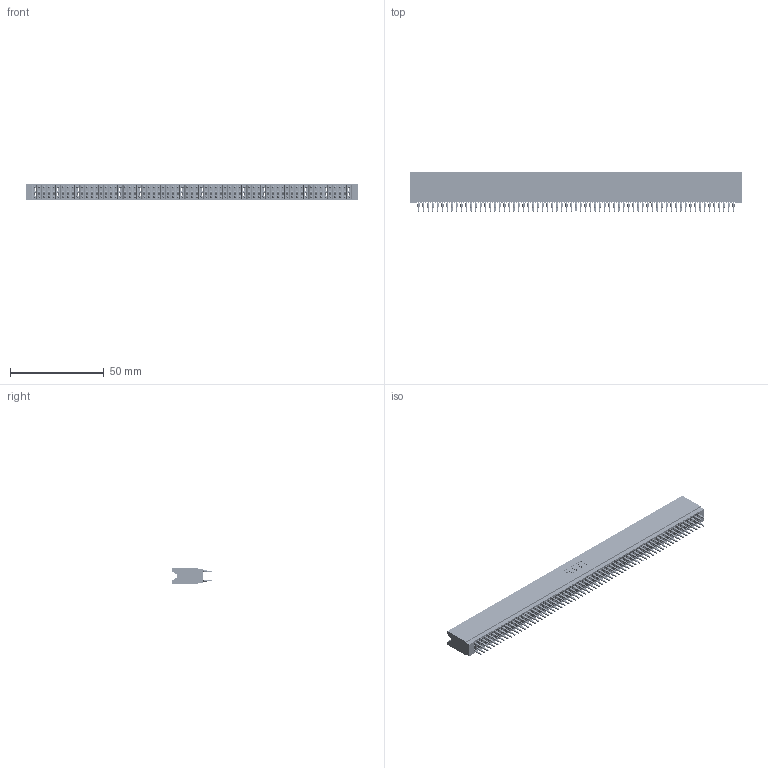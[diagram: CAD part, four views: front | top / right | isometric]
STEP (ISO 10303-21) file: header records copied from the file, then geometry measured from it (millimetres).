
FILE_DESCRIPTION (( 'STEP AP203' ), '1' );
FILE_NAME ('745-134-560-206.STEP', '2026-02-27T03:07:56', ( '' ), ( '' ), 'SwSTEP 2.0', 'SolidWorks 2023', '' );
FILE_SCHEMA (( 'CONFIG_CONTROL_DESIGN' ));
Length unit declared in the file: millimetre
Products named in the file (3): 745 Part_Insulator Option - 06; 745-134-560-206; 745-292-001_560
Assembly tree (135 placements, depth 2):
  745-134-560-206
    745 Part_Insulator Option - 06
    745-292-001_560  x134
Bounding box: 176.78 x 21.22 x 8.89 mm (x, y, z)
Volume: 16242.7 mm3; surface area: 35740 mm2
Topology: 135 solids, 135 shells, 13295 faces, 36373 edges, 23086 vertices
Faces by surface type: plane 6890, cylinder 2921, bspline 2680, torus 804
Entity records: 109726 total; most frequent: CARTESIAN_POINT 19528, ORIENTED_EDGE 19014, DIRECTION 16593, EDGE_CURVE 9507, LINE 8915, VECTOR 8915, VERTEX_POINT 6062, AXIS2_PLACEMENT_3D 3839
